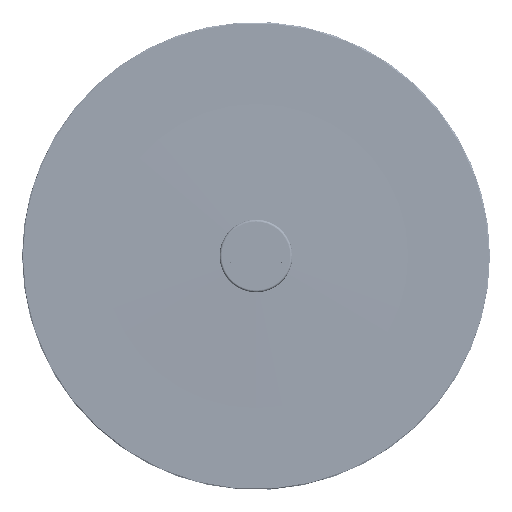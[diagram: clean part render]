
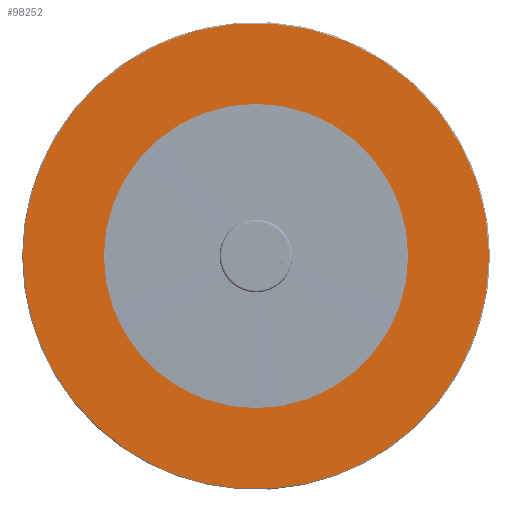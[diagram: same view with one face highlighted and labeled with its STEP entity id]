
A CAD part, top view. The second image highlights one B-rep face of the part: STEP entity #98252.
In plain terms, the highlighted planar face has unit normal (0, 0, 1).
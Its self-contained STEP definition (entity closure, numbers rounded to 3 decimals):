
#28440=CARTESIAN_POINT('',(0.,0.,
9.625));
#28441=DIRECTION('',(0.,0.,-1.));
#28442=DIRECTION('',(1.,0.,0.));
#28443=AXIS2_PLACEMENT_3D('',#28440,#28441,#28442);
#28445=CARTESIAN_POINT('',(0.,0.,
9.625));
#28446=DIRECTION('',(0.,0.,-1.));
#28447=DIRECTION('',(0.073,-0.997,0.));
#28448=AXIS2_PLACEMENT_3D('',#28445,#28446,#28447);
#28450=CARTESIAN_POINT('',(0.,0.,
9.625));
#28451=DIRECTION('',(0.,0.,-1.));
#28452=DIRECTION('',(-1.,0.,0.));
#28453=AXIS2_PLACEMENT_3D('',#28450,#28451,#28452);
#28455=CARTESIAN_POINT('',(0.,0.,
9.625));
#28456=DIRECTION('',(0.,0.,-1.));
#28457=DIRECTION('',(0.073,0.997,0.));
#28458=AXIS2_PLACEMENT_3D('',#28455,#28456,#28457);
#28460=CARTESIAN_POINT('',(0.,0.,
9.625));
#28461=DIRECTION('',(0.,0.,-1.));
#28462=DIRECTION('',(-1.,0.,0.));
#28463=AXIS2_PLACEMENT_3D('',#28460,#28461,#28462);
#28465=CARTESIAN_POINT('',(0.,0.,
9.625));
#28466=DIRECTION('',(0.,0.,-1.));
#28467=DIRECTION('',(0.,1.,0.));
#28468=AXIS2_PLACEMENT_3D('',#28465,#28466,#28467);
#28470=CARTESIAN_POINT('',(0.,0.,
9.625));
#28471=DIRECTION('',(0.,0.,-1.));
#28472=DIRECTION('',(1.,0.,0.));
#28473=AXIS2_PLACEMENT_3D('',#28470,#28471,#28472);
#28475=CARTESIAN_POINT('',(0.,0.,
9.625));
#28476=DIRECTION('',(0.,0.,-1.));
#28477=DIRECTION('',(0.,-1.,0.));
#28478=AXIS2_PLACEMENT_3D('',#28475,#28476,#28477);
#62276=CARTESIAN_POINT('',(102.344,0.,
9.625));
#62277=VERTEX_POINT('',#62276);
#62278=CARTESIAN_POINT('',(-102.344,0.,
9.625));
#62279=CARTESIAN_POINT('',(7.435,102.073,9.625));
#62280=VERTEX_POINT('',#62278);
#62281=VERTEX_POINT('',#62279);
#62282=CARTESIAN_POINT('',(7.435,-102.073,
9.625));
#62283=VERTEX_POINT('',#62282);
#62284=CARTESIAN_POINT('',(0.,66.805,
9.625));
#62285=CARTESIAN_POINT('',(66.805,0.,
9.625));
#62286=VERTEX_POINT('',#62284);
#62287=VERTEX_POINT('',#62285);
#62288=CARTESIAN_POINT('',(-66.805,0.,
9.625));
#62289=VERTEX_POINT('',#62288);
#62290=CARTESIAN_POINT('',(0.,-66.805,
9.625));
#62291=VERTEX_POINT('',#62290);
#98231=CARTESIAN_POINT('',(0.,0.,9.625));
#98232=DIRECTION('',(0.,0.,1.));
#98233=DIRECTION('',(1.,0.,0.));
#98234=AXIS2_PLACEMENT_3D('',#98231,#98232,#98233);
#98235=PLANE('',#98234);
#98236=ORIENTED_EDGE('',*,*,#98219,.T.);
#98237=ORIENTED_EDGE('',*,*,#98217,.T.);
#98238=ORIENTED_EDGE('',*,*,#98192,.T.);
#98239=ORIENTED_EDGE('',*,*,#98190,.T.);
#98240=EDGE_LOOP('',(#98236,#98237,#98238,#98239));
#98241=FACE_OUTER_BOUND('',#98240,.F.);
#98243=ORIENTED_EDGE('',*,*,#98242,.F.);
#98245=ORIENTED_EDGE('',*,*,#98244,.F.);
#98247=ORIENTED_EDGE('',*,*,#98246,.F.);
#98249=ORIENTED_EDGE('',*,*,#98248,.F.);
#98250=EDGE_LOOP('',(#98243,#98245,#98247,#98249));
#98251=FACE_BOUND('',#98250,.F.);
#98252=ADVANCED_FACE('',(#98241,#98251),#98235,.T.);
#28444=CIRCLE('',#28443,102.344);
#28449=CIRCLE('',#28448,102.344);
#28454=CIRCLE('',#28453,102.344);
#28459=CIRCLE('',#28458,102.344);
#28464=CIRCLE('',#28463,66.805);
#28469=CIRCLE('',#28468,66.805);
#28474=CIRCLE('',#28473,66.805);
#28479=CIRCLE('',#28478,66.805);
#98190=EDGE_CURVE('',#62281,#62277,#28459,.T.);
#98192=EDGE_CURVE('',#62280,#62281,#28454,.T.);
#98217=EDGE_CURVE('',#62283,#62280,#28449,.T.);
#98219=EDGE_CURVE('',#62277,#62283,#28444,.T.);
#98242=EDGE_CURVE('',#62286,#62287,#28469,.T.);
#98244=EDGE_CURVE('',#62289,#62286,#28464,.T.);
#98246=EDGE_CURVE('',#62291,#62289,#28479,.T.);
#98248=EDGE_CURVE('',#62287,#62291,#28474,.T.);
